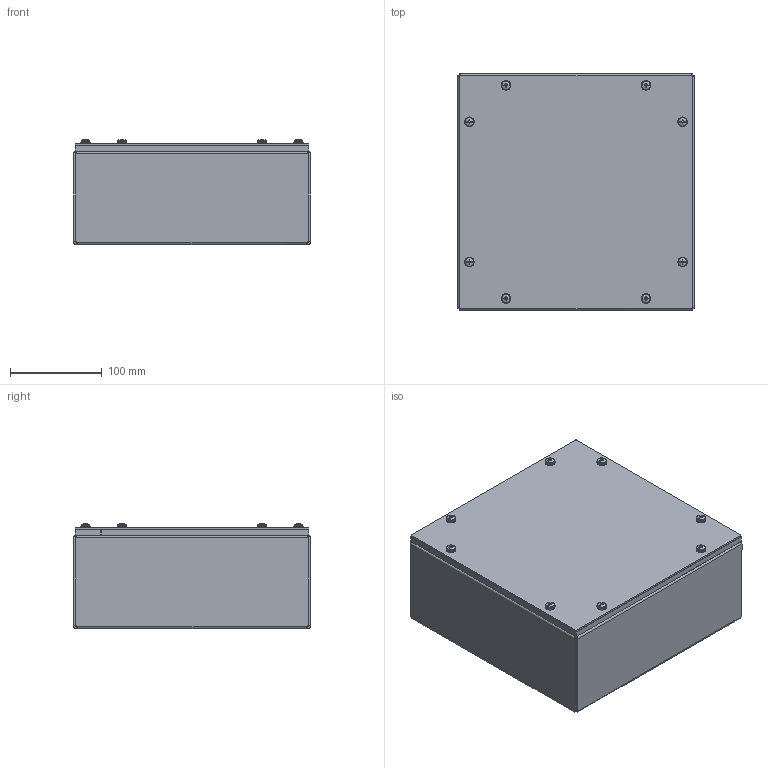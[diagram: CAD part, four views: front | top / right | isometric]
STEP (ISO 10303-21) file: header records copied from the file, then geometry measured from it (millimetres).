
FILE_DESCRIPTION(/* description */ ('WA_GSCSSA, NEMA 4X, SC, 316 S.S., 10X10X4'),/* implementation_level */ '2;1');
FILE_NAME(/* name */ 'WA101004GSCSSA.stp',/* time_stamp */ '2020-03-04T16:14:03-06:00',/* author */ ('mraetz'),/* organization */ (''),/* preprocessor_version */ 'ST-DEVELOPER v18',/* originating_system */ 'Autodesk Inventor 2020',/* authorisation */ '');
FILE_SCHEMA (('AUTOMOTIVE_DESIGN { 1 0 10303 214 3 1 1 }'));
Length unit declared in the file: inch
Products named in the file (8): WA101004GSCSSA; WA101004GSCSSABKP; WA1010GSCSSALID; 316297; HFW372236; HFW372236-WASHER; HFW372236-SCREW; 34984
Assembly tree (22 placements, depth 3):
  WA101004GSCSSA
    WA101004GSCSSABKP
    WA1010GSCSSALID
    316297  x2
    HFW372236  x8
      HFW372236-WASHER
      HFW372236-SCREW
    34984  x8
Bounding box: 257.18 x 257.18 x 114.54 mm (x, y, z)
Volume: 598871.5 mm3; surface area: 565359.9 mm2
Topology: 28 solids, 28 shells, 860 faces, 2292 edges, 1520 vertices
Faces by surface type: plane 404, cylinder 296, cone 88, bspline 32, torus 24, sphere 16
Full cylindrical faces by diameter (mm): 3.556 x8, 3.589 x72, 3.962 x8, 4.445 x8, 4.724 x64, 4.978 x8, 6.299 x8, 6.528 x8, 7.144 x8, 7.95 x8, 9.525 x8, 10.312 x8
Entity records: 8765 total; most frequent: CARTESIAN_POINT 2957, ORIENTED_EDGE 1110, DIRECTION 1093, EDGE_CURVE 555, AXIS2_PLACEMENT_3D 393, VERTEX_POINT 358, LINE 307, VECTOR 307
